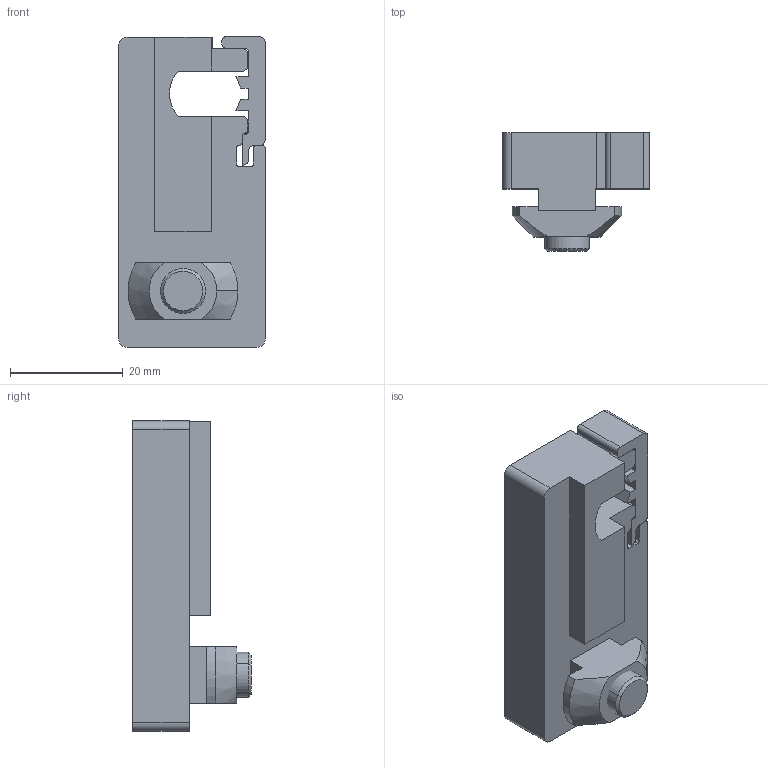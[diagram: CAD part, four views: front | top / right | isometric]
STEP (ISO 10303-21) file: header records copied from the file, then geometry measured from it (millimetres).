
FILE_DESCRIPTION (( 'STEP AP214' ), '1' );
FILE_NAME ('SNSD.30.50.52. Àäàïòåð äëÿ ðîëèêà(E50).STEP', '2014-11-20T14:04:36', ( 'XTreme.ws' ), ( 'XTreme.ws' ), 'SwSTEP 2.0', 'SolidWorks 2014', '' );
FILE_SCHEMA (( 'AUTOMOTIVE_DESIGN' ));
Length unit declared in the file: millimetre
Products named in the file (5): SNSD.30.50.52. 青汶篪赅(E50)_00; SNSD.30.50.52. Àäàïòåð(E50)_00; SNSD.30.50.52. 鍔錓(E50)_00; SNSD.30.50.52. Àäàïòåð äëÿ ðîëèêà(E50); SNSD.30.50.52. 栥矐蹞(E50)_1
Assembly tree (4 placements, depth 2):
  SNSD.30.50.52. Àäàïòåð äëÿ ðîëèêà(E50)
    SNSD.30.50.52. Àäàïòåð(E50)_00
    SNSD.30.50.52. 青汶篪赅(E50)_00
    SNSD.30.50.52. 鍔錓(E50)_00
    SNSD.30.50.52. 栥矐蹞(E50)_1
Bounding box: 26 x 21 x 55.1 mm (x, y, z)
Volume: 15480.5 mm3; surface area: 7525.5 mm2
Topology: 4 solids, 4 shells, 127 faces, 327 edges, 207 vertices
Faces by surface type: plane 64, cylinder 44, cone 11, torus 4, sphere 4
Entity records: 4092 total; most frequent: CARTESIAN_POINT 692, DIRECTION 692, ORIENTED_EDGE 646, EDGE_CURVE 323, AXIS2_PLACEMENT_3D 239, VECTOR 214, LINE 214, VERTEX_POINT 207
